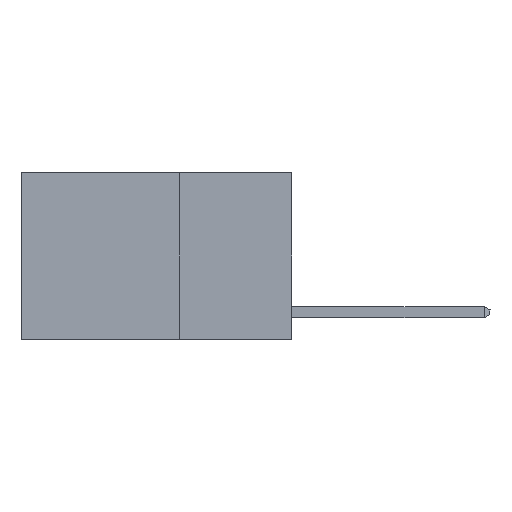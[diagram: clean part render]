
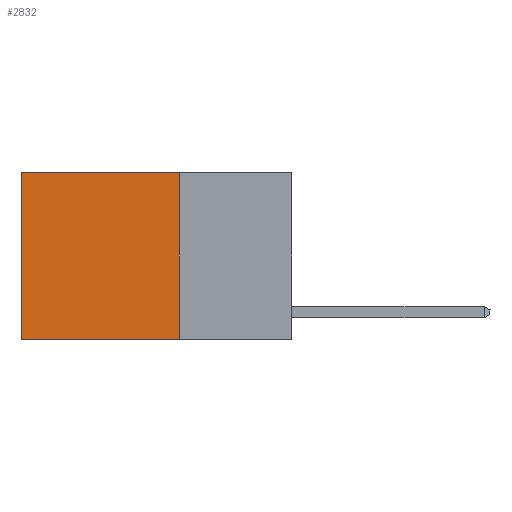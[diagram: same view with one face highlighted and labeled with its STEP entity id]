
A CAD part, left-side view. The second image highlights one B-rep face of the part: STEP entity #2832.
In plain terms, the highlighted planar face has unit normal (-1, 0, 0).
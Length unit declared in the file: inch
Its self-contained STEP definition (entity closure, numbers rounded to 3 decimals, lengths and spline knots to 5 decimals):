
#584 = EDGE_LOOP ( 'NONE', ( #6104, #5712, #13642, #7941 ) ) ;
#965 = EDGE_CURVE ( 'NONE', #9937, #1250, #5804, .T. ) ;
#1250 = VERTEX_POINT ( 'NONE', #15354 ) ;
#1310 = CARTESIAN_POINT ( 'NONE',  ( 0.2625, 0.25, 0. ) ) ;
#1392 = LINE ( 'NONE', #1885, #4355 ) ;
#1510 = CARTESIAN_POINT ( 'NONE',  ( 0.2625, 0.25, 0. ) ) ;
#1885 = CARTESIAN_POINT ( 'NONE',  ( 0.2625, 0.25, 0. ) ) ;
#2459 = VERTEX_POINT ( 'NONE', #10330 ) ;
#2746 = DIRECTION ( 'NONE',  ( 0., 1., 0. ) ) ;
#2832 = ADVANCED_FACE ( 'NONE', ( #9261 ), #12048, .F. ) ;
#2848 = CARTESIAN_POINT ( 'NONE',  ( 0.2625, 0.6, 0. ) ) ;
#3846 = VERTEX_POINT ( 'NONE', #14659 ) ;
#4355 = VECTOR ( 'NONE', #15693, 39.37008 ) ;
#5162 = DIRECTION ( 'NONE',  ( 0., 1., 0. ) ) ;
#5712 = ORIENTED_EDGE ( 'NONE', *, *, #15125, .F. ) ;
#5804 = LINE ( 'NONE', #2848, #16244 ) ;
#6104 = ORIENTED_EDGE ( 'NONE', *, *, #965, .T. ) ;
#7941 = ORIENTED_EDGE ( 'NONE', *, *, #10357, .T. ) ;
#8065 = DIRECTION ( 'NONE',  ( 0., 0., -1. ) ) ;
#8136 = LINE ( 'NONE', #17252, #8967 ) ;
#8967 = VECTOR ( 'NONE', #5162, 39.37008 ) ;
#9054 = AXIS2_PLACEMENT_3D ( 'NONE', #1310, #15891, #8065 ) ;
#9261 = FACE_OUTER_BOUND ( 'NONE', #584, .T. ) ;
#9937 = VERTEX_POINT ( 'NONE', #17213 ) ;
#10155 = VECTOR ( 'NONE', #2746, 39.37008 ) ;
#10330 = CARTESIAN_POINT ( 'NONE',  ( 0.2625, 0.25, -0.37 ) ) ;
#10357 = EDGE_CURVE ( 'NONE', #3846, #9937, #10808, .T. ) ;
#10808 = LINE ( 'NONE', #1510, #10155 ) ;
#12048 = PLANE ( 'NONE',  #9054 ) ;
#12446 = DIRECTION ( 'NONE',  ( 0., 0., -1. ) ) ;
#13642 = ORIENTED_EDGE ( 'NONE', *, *, #15450, .F. ) ;
#14659 = CARTESIAN_POINT ( 'NONE',  ( 0.2625, 0.25, 0. ) ) ;
#15125 = EDGE_CURVE ( 'NONE', #2459, #1250, #8136, .T. ) ;
#15354 = CARTESIAN_POINT ( 'NONE',  ( 0.2625, 0.6, -0.37 ) ) ;
#15450 = EDGE_CURVE ( 'NONE', #3846, #2459, #1392, .T. ) ;
#15693 = DIRECTION ( 'NONE',  ( 0., 0., -1. ) ) ;
#15891 = DIRECTION ( 'NONE',  ( 1., 0., 0. ) ) ;
#16244 = VECTOR ( 'NONE', #12446, 39.37008 ) ;
#17213 = CARTESIAN_POINT ( 'NONE',  ( 0.2625, 0.6, 0. ) ) ;
#17252 = CARTESIAN_POINT ( 'NONE',  ( 0.2625, 0.25, -0.37 ) ) ;
